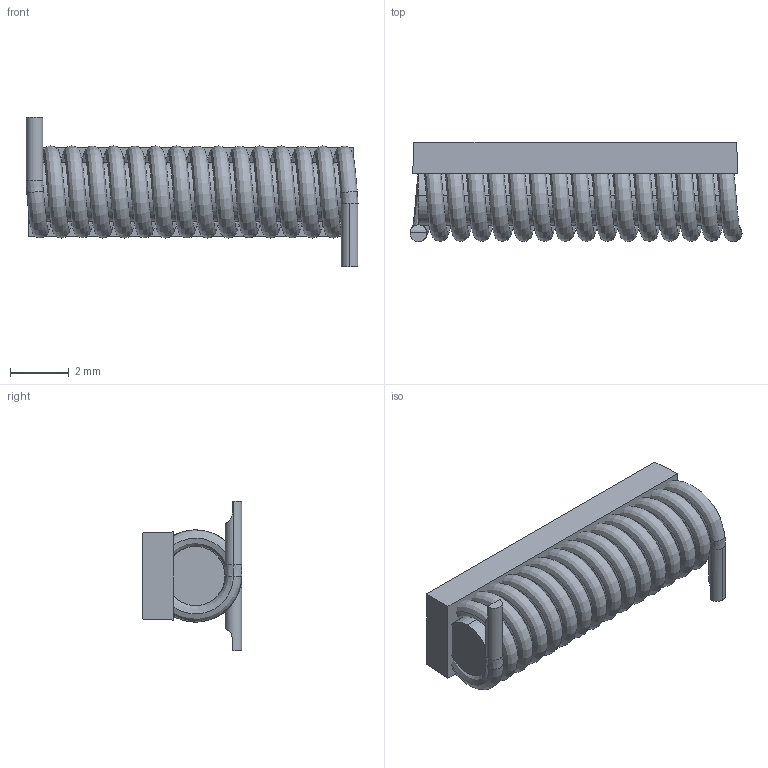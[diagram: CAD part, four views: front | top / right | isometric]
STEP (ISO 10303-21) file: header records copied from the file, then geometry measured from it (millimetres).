
FILE_DESCRIPTION (( 'STEP AP214' ), '1' );
FILE_NAME ('Coilcraft-4310LC-XXX-DEFAULT.STEP', '2011-08-03T15:40:46', ( 'SysAdmin' ), ( 'SolidWorks' ), 'SwSTEP 2.0', 'SolidWorks 2011', '' );
FILE_SCHEMA (( 'AUTOMOTIVE_DESIGN' ));
Length unit declared in the file: inch
Products named in the file (4): Coilcraft-4310LC-XXX-DEFAULT_W_24ATZ2-5 [4310LC]_2; Coilcraft-4310LC-XXX-DEFAULT_11-469-326 [4310LCL]_2; Coilcraft-4310LC-XXX-DEFAULT_Encap [4310LC]_2; Coilcraft-4310LC-XXX-DEFAULT
Assembly tree (3 placements, depth 2):
  Coilcraft-4310LC-XXX-DEFAULT
    Coilcraft-4310LC-XXX-DEFAULT_11-469-326 [4310LCL]_2
    Coilcraft-4310LC-XXX-DEFAULT_Encap [4310LC]_2
    Coilcraft-4310LC-XXX-DEFAULT_W_24ATZ2-5 [4310LC]_2
Bounding box: 11.29 x 3.38 x 5.08 mm (x, y, z)
Volume: 100.3 mm3; surface area: 394.2 mm2
Topology: 3 solids, 3 shells, 26 faces, 54 edges, 34 vertices
Faces by surface type: plane 12, cylinder 8, bspline 6
Entity records: 7534 total; most frequent: CARTESIAN_POINT 6495, DIRECTION 116, ORIENTED_EDGE 108, EDGE_CURVE 54, AXIS2_PLACEMENT_3D 45, LENGTH_MEASURE_WITH_UNIT 36, UNCERTAINTY_MEASURE_WITH_UNIT 36, DIMENSIONAL_EXPONENTS 36
